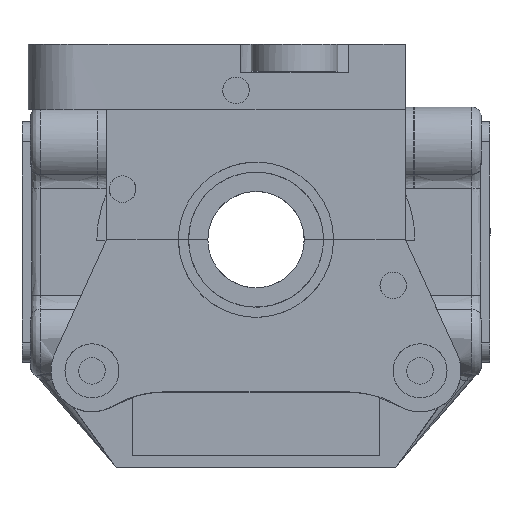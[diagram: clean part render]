
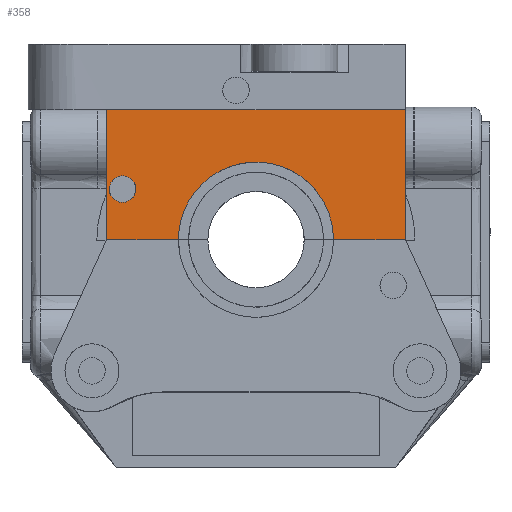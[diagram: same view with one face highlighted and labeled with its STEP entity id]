
A CAD part, top view. The second image highlights one B-rep face of the part: STEP entity #358.
In plain terms, the highlighted free-form (B-spline) face has degree [1, 1] with [2, 2] control points.
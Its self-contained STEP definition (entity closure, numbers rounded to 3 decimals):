
#59=FACE_BOUND($,#1261,.T.);
#358=ADVANCED_FACE($,(#802,#59),#6060,.T.);
#802=FACE_OUTER_BOUND($,#1260,.T.);
#1260=EDGE_LOOP($,(#2807,#2808,#2809,#2810,#2811,#2812,#2813,#2814));
#1261=EDGE_LOOP($,(#2815,#2816));
#2807=ORIENTED_EDGE($,*,*,#4455,.F.);
#2808=ORIENTED_EDGE($,*,*,#4458,.F.);
#2809=ORIENTED_EDGE($,*,*,#4452,.T.);
#2810=ORIENTED_EDGE($,*,*,#4481,.T.);
#2811=ORIENTED_EDGE($,*,*,#4480,.T.);
#2812=ORIENTED_EDGE($,*,*,#4457,.T.);
#2813=ORIENTED_EDGE($,*,*,#4571,.F.);
#2814=ORIENTED_EDGE($,*,*,#4570,.F.);
#2815=ORIENTED_EDGE($,*,*,#4651,.F.);
#2816=ORIENTED_EDGE($,*,*,#4556,.F.);
#4452=EDGE_CURVE($,#5371,#5389,#18589,.T.);
#4455=EDGE_CURVE($,#5374,#5453,#18592,.T.);
#4457=EDGE_CURVE($,#5370,#5373,#18594,.T.);
#4458=EDGE_CURVE($,#5371,#5374,#18595,.T.);
#4480=EDGE_CURVE($,#5390,#5370,#18614,.T.);
#4481=EDGE_CURVE($,#5389,#5390,#18615,.T.);
#4556=EDGE_CURVE($,#5445,#5512,#6445,.T.);
#4570=EDGE_CURVE($,#5453,#5456,#6454,.T.);
#4571=EDGE_CURVE($,#5456,#5373,#18674,.T.);
#4651=EDGE_CURVE($,#5512,#5445,#6479,.T.);
#5370=VERTEX_POINT($,#14453);
#5371=VERTEX_POINT($,#14454);
#5373=VERTEX_POINT($,#14456);
#5374=VERTEX_POINT($,#14457);
#5389=VERTEX_POINT($,#14472);
#5390=VERTEX_POINT($,#14473);
#5445=VERTEX_POINT($,#14528);
#5453=VERTEX_POINT($,#14536);
#5456=VERTEX_POINT($,#14539);
#5512=VERTEX_POINT($,#14595);
#6060=B_SPLINE_SURFACE_WITH_KNOTS($,1,1,((#13927,#13928),(#13929,#13930)),
.UNSPECIFIED.,.F.,.F.,.F.,(2,2),(2,2),(0.,13.5),(-73.46,
-42.46),.UNSPECIFIED.);
#6445=(
BOUNDED_CURVE()
B_SPLINE_CURVE(2,(#13528,#13529,#13530,#13531,#13532),.UNSPECIFIED.,.F.,
.F.)
B_SPLINE_CURVE_WITH_KNOTS((3,2,3),(-8.637,-6.478,-4.319),
.UNSPECIFIED.)
CURVE()
GEOMETRIC_REPRESENTATION_ITEM()
RATIONAL_B_SPLINE_CURVE((1.,0.707,1.,0.707,1.))
REPRESENTATION_ITEM($)
);
#6454=(
BOUNDED_CURVE()
B_SPLINE_CURVE(2,(#13584,#13585,#13586,#13587,#13588),.UNSPECIFIED.,.F.,
.F.)
B_SPLINE_CURVE_WITH_KNOTS((3,2,3),(0.,12.644,25.289),
.UNSPECIFIED.)
CURVE()
GEOMETRIC_REPRESENTATION_ITEM()
RATIONAL_B_SPLINE_CURVE((1.,0.707,1.,0.707,1.))
REPRESENTATION_ITEM($)
);
#6479=(
BOUNDED_CURVE()
B_SPLINE_CURVE(2,(#13853,#13854,#13855,#13856,#13857),.UNSPECIFIED.,.F.,
.F.)
B_SPLINE_CURVE_WITH_KNOTS((3,2,3),(-4.319,-2.159,0.),
.UNSPECIFIED.)
CURVE()
GEOMETRIC_REPRESENTATION_ITEM()
RATIONAL_B_SPLINE_CURVE((1.,0.707,1.,0.707,1.))
REPRESENTATION_ITEM($)
);
#13141=CARTESIAN_POINT($,(286.207,16.978,12.997));
#13142=CARTESIAN_POINT($,(281.207,16.978,12.997));
#13147=CARTESIAN_POINT($,(286.207,3.478,12.997));
#13148=CARTESIAN_POINT($,(278.757,3.478,12.997));
#13151=CARTESIAN_POINT($,(255.207,16.978,12.997));
#13152=CARTESIAN_POINT($,(255.207,3.478,12.997));
#13153=CARTESIAN_POINT($,(286.207,16.978,12.997));
#13154=CARTESIAN_POINT($,(286.207,3.478,12.997));
#13275=CARTESIAN_POINT($,(260.207,16.978,12.997));
#13276=CARTESIAN_POINT($,(255.207,16.978,12.997));
#13277=CARTESIAN_POINT($,(281.207,16.978,12.997));
#13278=CARTESIAN_POINT($,(260.207,16.978,12.997));
#13528=CARTESIAN_POINT($,(258.226,8.728,12.997));
#13529=CARTESIAN_POINT($,(258.226,10.103,12.997));
#13530=CARTESIAN_POINT($,(256.851,10.103,12.997));
#13531=CARTESIAN_POINT($,(255.476,10.103,12.997));
#13532=CARTESIAN_POINT($,(255.476,8.728,12.997));
#13584=CARTESIAN_POINT($,(278.757,3.478,12.997));
#13585=CARTESIAN_POINT($,(278.757,11.528,12.997));
#13586=CARTESIAN_POINT($,(270.707,11.528,12.997));
#13587=CARTESIAN_POINT($,(262.657,11.528,12.997));
#13588=CARTESIAN_POINT($,(262.657,3.478,12.997));
#13589=CARTESIAN_POINT($,(262.657,3.478,12.997));
#13590=CARTESIAN_POINT($,(255.207,3.478,12.997));
#13853=CARTESIAN_POINT($,(255.476,8.728,12.997));
#13854=CARTESIAN_POINT($,(255.476,7.353,12.997));
#13855=CARTESIAN_POINT($,(256.851,7.353,12.997));
#13856=CARTESIAN_POINT($,(258.226,7.353,12.997));
#13857=CARTESIAN_POINT($,(258.226,8.728,12.997));
#13927=CARTESIAN_POINT($,(255.207,16.978,12.997));
#13928=CARTESIAN_POINT($,(286.207,16.978,12.997));
#13929=CARTESIAN_POINT($,(255.207,3.478,12.997));
#13930=CARTESIAN_POINT($,(286.207,3.478,12.997));
#14453=CARTESIAN_POINT($,(255.207,16.978,12.997));
#14454=CARTESIAN_POINT($,(286.207,16.978,12.997));
#14456=CARTESIAN_POINT($,(255.207,3.478,12.997));
#14457=CARTESIAN_POINT($,(286.207,3.478,12.997));
#14472=CARTESIAN_POINT($,(281.207,16.978,12.997));
#14473=CARTESIAN_POINT($,(260.207,16.978,12.997));
#14528=CARTESIAN_POINT($,(258.226,8.728,12.997));
#14536=CARTESIAN_POINT($,(278.757,3.478,12.997));
#14539=CARTESIAN_POINT($,(262.657,3.478,12.997));
#14595=CARTESIAN_POINT($,(255.476,8.728,12.997));
#18589=B_SPLINE_CURVE_WITH_KNOTS($,1,(#13141,#13142),.UNSPECIFIED.,.F.,.F.,
(2,2),(42.46,47.46),.UNSPECIFIED.);
#18592=B_SPLINE_CURVE_WITH_KNOTS($,1,(#13147,#13148),.UNSPECIFIED.,.F.,.F.,
(2,2),(42.46,49.91),.UNSPECIFIED.);
#18594=B_SPLINE_CURVE_WITH_KNOTS($,1,(#13151,#13152),.UNSPECIFIED.,.F.,.F.,
(2,2),(0.,13.5),.UNSPECIFIED.);
#18595=B_SPLINE_CURVE_WITH_KNOTS($,1,(#13153,#13154),.UNSPECIFIED.,.F.,.F.,
(2,2),(0.,13.5),.UNSPECIFIED.);
#18614=B_SPLINE_CURVE_WITH_KNOTS($,1,(#13275,#13276),.UNSPECIFIED.,.F.,.F.,
(2,2),(68.46,73.46),.UNSPECIFIED.);
#18615=B_SPLINE_CURVE_WITH_KNOTS($,1,(#13277,#13278),.UNSPECIFIED.,.F.,.F.,
(2,2),(47.46,68.46),.UNSPECIFIED.);
#18674=B_SPLINE_CURVE_WITH_KNOTS($,1,(#13589,#13590),.UNSPECIFIED.,.F.,.F.,
(2,2),(66.01,73.46),.UNSPECIFIED.);
